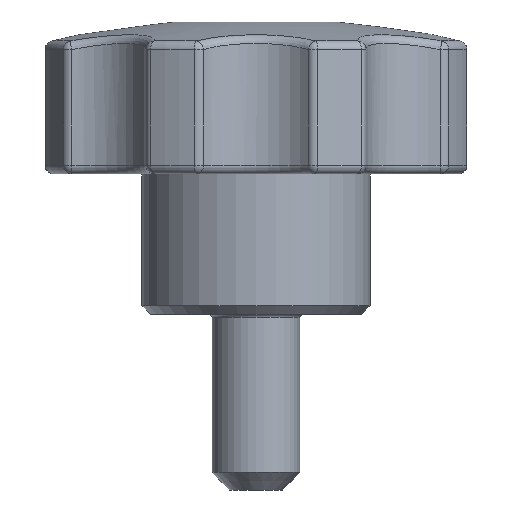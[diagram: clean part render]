
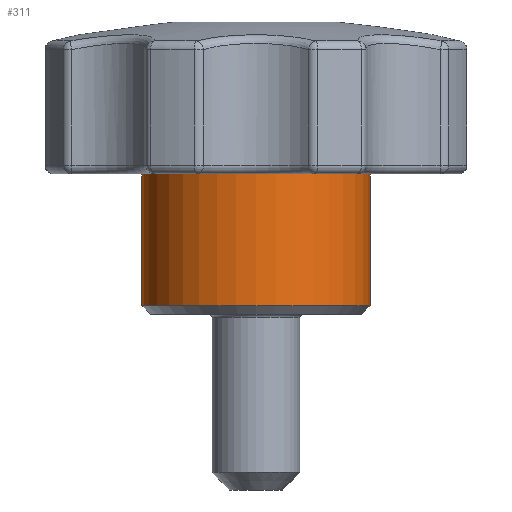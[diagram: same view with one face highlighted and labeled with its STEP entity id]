
A CAD part, front view. The second image highlights one B-rep face of the part: STEP entity #311.
In plain terms, the highlighted cylindrical face has radius 6.5 mm (diameter 13 mm), a full revolution.
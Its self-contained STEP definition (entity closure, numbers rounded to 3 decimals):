
#311 = ADVANCED_FACE( '', ( #651, #652 ), #653, .T. );
#651 = FACE_OUTER_BOUND( '', #2283, .T. );
#652 = FACE_OUTER_BOUND( '', #2284, .T. );
#653 = CYLINDRICAL_SURFACE( '', #2285, 6.5 );
#2283 = EDGE_LOOP( '', ( #3200 ) );
#2284 = EDGE_LOOP( '', ( #3201 ) );
#2285 = AXIS2_PLACEMENT_3D( '', #3202, #3203, #3204 );
#3200 = ORIENTED_EDGE( '', *, *, #3540, .T. );
#3201 = ORIENTED_EDGE( '', *, *, #3412, .F. );
#3202 = CARTESIAN_POINT( '', ( 0., 0., 57.15 ) );
#3203 = DIRECTION( '', ( 0., 0., -1. ) );
#3204 = DIRECTION( '', ( 1., 0., 0. ) );
#3412 = EDGE_CURVE( '', #3750, #3750, #3751, .T. );
#3540 = EDGE_CURVE( '', #3944, #3944, #3945, .T. );
#3750 = VERTEX_POINT( '', #4183 );
#3751 = CIRCLE( '', #4184, 6.5 );
#3944 = VERTEX_POINT( '', #4910 );
#3945 = CIRCLE( '', #4911, 6.5 );
#4183 = CARTESIAN_POINT( '', ( 6.5, 0., 8. ) );
#4184 = AXIS2_PLACEMENT_3D( '', #5469, #5470, #5471 );
#4910 = CARTESIAN_POINT( '', ( 6.5, 0., 0.5 ) );
#4911 = AXIS2_PLACEMENT_3D( '', #5711, #5712, #5713 );
#5469 = CARTESIAN_POINT( '', ( 0., 0., 8. ) );
#5470 = DIRECTION( '', ( 0., 0., 1. ) );
#5471 = DIRECTION( '', ( 1., 0., 0. ) );
#5711 = CARTESIAN_POINT( '', ( 0., 0., 0.5 ) );
#5712 = DIRECTION( '', ( 0., 0., 1. ) );
#5713 = DIRECTION( '', ( 1., 0., 0. ) );
